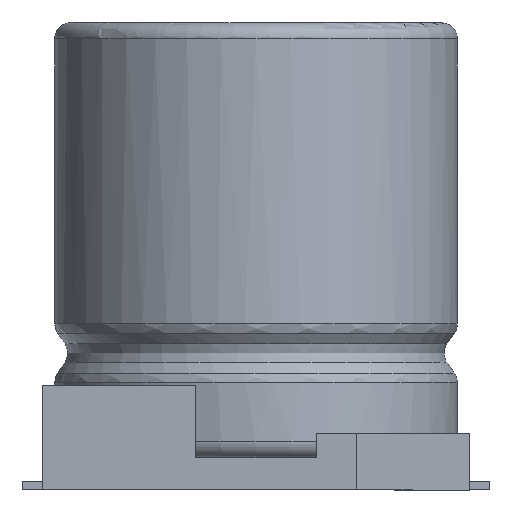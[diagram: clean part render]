
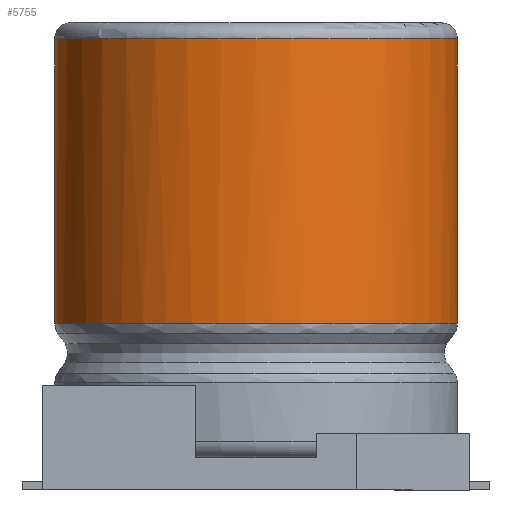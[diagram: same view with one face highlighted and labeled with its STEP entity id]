
A CAD part, front view. The second image highlights one B-rep face of the part: STEP entity #5755.
In plain terms, the highlighted cylindrical face has radius 2.5 mm (diameter 5 mm), a full revolution.
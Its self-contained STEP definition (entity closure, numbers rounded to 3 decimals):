
#5029 = TOROIDAL_SURFACE('',#5030,2.3,0.2);
#5030 = AXIS2_PLACEMENT_3D('',#5031,#5032,#5033);
#5031 = CARTESIAN_POINT('',(0.,0.,5.6)
  );
#5032 = DIRECTION('',(0.,0.,1.));
#5033 = DIRECTION('',(1.,0.,0.));
#5681 = EDGE_CURVE('',#5682,#5682,#5684,.T.);
#5682 = VERTEX_POINT('',#5683);
#5683 = CARTESIAN_POINT('',(2.5,0.,5.6));
#5684 = SURFACE_CURVE('',#5685,(#5690,#5697),.PCURVE_S1.);
#5685 = CIRCLE('',#5686,2.5);
#5686 = AXIS2_PLACEMENT_3D('',#5687,#5688,#5689);
#5687 = CARTESIAN_POINT('',(0.,0.,5.6)
  );
#5688 = DIRECTION('',(0.,0.,-1.));
#5689 = DIRECTION('',(1.,0.,0.));
#5690 = PCURVE('',#5029,#5691);
#5691 = DEFINITIONAL_REPRESENTATION('',(#5692),#5696);
#5692 = LINE('',#5693,#5694);
#5693 = CARTESIAN_POINT('',(-0.,0.));
#5694 = VECTOR('',#5695,1.);
#5695 = DIRECTION('',(-1.,0.));
#5696 = ( GEOMETRIC_REPRESENTATION_CONTEXT(2) 
PARAMETRIC_REPRESENTATION_CONTEXT() REPRESENTATION_CONTEXT('2D SPACE',''
  ) );
#5697 = PCURVE('',#5698,#5703);
#5698 = CYLINDRICAL_SURFACE('',#5699,2.5);
#5699 = AXIS2_PLACEMENT_3D('',#5700,#5701,#5702);
#5700 = CARTESIAN_POINT('',(0.,0.,5.8));
#5701 = DIRECTION('',(0.,0.,-1.));
#5702 = DIRECTION('',(1.,0.,0.));
#5703 = DEFINITIONAL_REPRESENTATION('',(#5704),#5708);
#5704 = LINE('',#5705,#5706);
#5705 = CARTESIAN_POINT('',(0.,0.2));
#5706 = VECTOR('',#5707,1.);
#5707 = DIRECTION('',(1.,0.));
#5708 = ( GEOMETRIC_REPRESENTATION_CONTEXT(2) 
PARAMETRIC_REPRESENTATION_CONTEXT() REPRESENTATION_CONTEXT('2D SPACE',''
  ) );
#5755 = ADVANCED_FACE('',(#5756),#5698,.T.);
#5756 = FACE_BOUND('',#5757,.T.);
#5757 = EDGE_LOOP('',(#5758,#5781,#5782,#5783));
#5758 = ORIENTED_EDGE('',*,*,#5759,.F.);
#5759 = EDGE_CURVE('',#5682,#5760,#5762,.T.);
#5760 = VERTEX_POINT('',#5761);
#5761 = CARTESIAN_POINT('',(2.5,0.,2.063));
#5762 = SEAM_CURVE('',#5763,(#5767,#5774),.PCURVE_S1.);
#5763 = LINE('',#5764,#5765);
#5764 = CARTESIAN_POINT('',(2.5,0.,5.8));
#5765 = VECTOR('',#5766,1.);
#5766 = DIRECTION('',(0.,0.,-1.));
#5767 = PCURVE('',#5698,#5768);
#5768 = DEFINITIONAL_REPRESENTATION('',(#5769),#5773);
#5769 = LINE('',#5770,#5771);
#5770 = CARTESIAN_POINT('',(0.,0.));
#5771 = VECTOR('',#5772,1.);
#5772 = DIRECTION('',(0.,1.));
#5773 = ( GEOMETRIC_REPRESENTATION_CONTEXT(2) 
PARAMETRIC_REPRESENTATION_CONTEXT() REPRESENTATION_CONTEXT('2D SPACE',''
  ) );
#5774 = PCURVE('',#5698,#5775);
#5775 = DEFINITIONAL_REPRESENTATION('',(#5776),#5780);
#5776 = LINE('',#5777,#5778);
#5777 = CARTESIAN_POINT('',(6.283,0.));
#5778 = VECTOR('',#5779,1.);
#5779 = DIRECTION('',(0.,1.));
#5780 = ( GEOMETRIC_REPRESENTATION_CONTEXT(2) 
PARAMETRIC_REPRESENTATION_CONTEXT() REPRESENTATION_CONTEXT('2D SPACE',''
  ) );
#5781 = ORIENTED_EDGE('',*,*,#5681,.T.);
#5782 = ORIENTED_EDGE('',*,*,#5759,.T.);
#5783 = ORIENTED_EDGE('',*,*,#5784,.F.);
#5784 = EDGE_CURVE('',#5760,#5760,#5785,.T.);
#5785 = SURFACE_CURVE('',#5786,(#5801,#5823),.PCURVE_S1.);
#5786 = ( BOUNDED_CURVE() B_SPLINE_CURVE(13,(#5787,#5788,#5789,#5790,
    #5791,#5792,#5793,#5794,#5795,#5796,#5797,#5798,#5799,#5800),
.UNSPECIFIED.,.T.,.F.) B_SPLINE_CURVE_WITH_KNOTS((14,14),(
0.,15.708),.PIECEWISE_BEZIER_KNOTS.) CURVE() 
GEOMETRIC_REPRESENTATION_ITEM() RATIONAL_B_SPLINE_CURVE((1.,1.,1.,1.,1.,
1.,1.,1.,1.,1.,1.,1.,1.,1.)) REPRESENTATION_ITEM('') );
#5787 = CARTESIAN_POINT('',(2.5,0.,2.063));
#5788 = CARTESIAN_POINT('',(2.5,-1.191,2.063));
#5789 = CARTESIAN_POINT('',(1.885,-2.409,2.063
    ));
#5790 = CARTESIAN_POINT('',(0.618,-3.28,
    2.063));
#5791 = CARTESIAN_POINT('',(-1.125,-3.414,
    2.063));
#5792 = CARTESIAN_POINT('',(-2.631,-2.486,
    2.063));
#5793 = CARTESIAN_POINT('',(-3.735,-1.13,
    2.063));
#5794 = CARTESIAN_POINT('',(-3.735,1.13,2.063
    ));
#5795 = CARTESIAN_POINT('',(-2.631,2.486,
    2.063));
#5796 = CARTESIAN_POINT('',(-1.125,3.414,
    2.063));
#5797 = CARTESIAN_POINT('',(0.618,3.28,2.063
    ));
#5798 = CARTESIAN_POINT('',(1.885,2.409,2.063));
#5799 = CARTESIAN_POINT('',(2.5,1.191,2.063));
#5800 = CARTESIAN_POINT('',(2.5,0.,2.063));
#5801 = PCURVE('',#5698,#5802);
#5802 = DEFINITIONAL_REPRESENTATION('',(#5803),#5822);
#5803 = B_SPLINE_CURVE_WITH_KNOTS('',9,(#5804,#5805,#5806,#5807,#5808,
    #5809,#5810,#5811,#5812,#5813,#5814,#5815,#5816,#5817,#5818,#5819,
    #5820,#5821),.UNSPECIFIED.,.F.,.F.,(10,8,10),(0.,
    7.854,15.708),.UNSPECIFIED.);
#5804 = CARTESIAN_POINT('',(0.,3.737));
#5805 = CARTESIAN_POINT('',(0.344,3.737));
#5806 = CARTESIAN_POINT('',(0.694,3.737));
#5807 = CARTESIAN_POINT('',(1.045,3.737));
#5808 = CARTESIAN_POINT('',(1.396,3.737));
#5809 = CARTESIAN_POINT('',(1.745,3.737));
#5810 = CARTESIAN_POINT('',(2.095,3.737));
#5811 = CARTESIAN_POINT('',(2.443,3.737));
#5812 = CARTESIAN_POINT('',(2.793,3.737));
#5813 = CARTESIAN_POINT('',(3.491,3.737));
#5814 = CARTESIAN_POINT('',(3.84,3.737));
#5815 = CARTESIAN_POINT('',(4.189,3.737));
#5816 = CARTESIAN_POINT('',(4.538,3.737));
#5817 = CARTESIAN_POINT('',(4.887,3.737));
#5818 = CARTESIAN_POINT('',(5.238,3.737));
#5819 = CARTESIAN_POINT('',(5.589,3.737));
#5820 = CARTESIAN_POINT('',(5.939,3.737));
#5821 = CARTESIAN_POINT('',(6.283,3.737));
#5822 = ( GEOMETRIC_REPRESENTATION_CONTEXT(2) 
PARAMETRIC_REPRESENTATION_CONTEXT() REPRESENTATION_CONTEXT('2D SPACE',''
  ) );
#5823 = PCURVE('',#5824,#5867);
#5824 = ( BOUNDED_SURFACE() B_SPLINE_SURFACE(2,13,(
    (#5825,#5826,#5827,#5828,#5829,#5830,#5831,#5832,#5833,#5834,#5835
      ,#5836,#5837,#5838)
    ,(#5839,#5840,#5841,#5842,#5843,#5844,#5845,#5846,#5847,#5848,#5849
      ,#5850,#5851,#5852)
    ,(#5853,#5854,#5855,#5856,#5857,#5858,#5859,#5860,#5861,#5862,#5863
      ,#5864,#5865,#5866
)),.UNSPECIFIED.,.F.,.T.,.F.) B_SPLINE_SURFACE_WITH_KNOTS((3,3),(14,14),
  (0.,15.708),(0.,15.708),
.PIECEWISE_BEZIER_KNOTS.) GEOMETRIC_REPRESENTATION_ITEM() 
RATIONAL_B_SPLINE_SURFACE((
    (1.,1.,1.,1.,1.,1.,1.,1.,1.,1.,1.,1.,1.,1.)
    ,(0.954,0.954,0.954,0.954
      ,0.954,0.954,0.954,0.954
      ,0.954,0.954,0.954,0.954
      ,0.954,0.954)
    ,(1.,1.,1.,1.,1.,1.,1.,1.,1.,1.,1.,1.,1.,1.
))) REPRESENTATION_ITEM('') SURFACE() );
#5825 = CARTESIAN_POINT('',(2.5,0.,2.063));
#5826 = CARTESIAN_POINT('',(2.5,-1.191,2.063));
#5827 = CARTESIAN_POINT('',(1.885,-2.409,2.063
    ));
#5828 = CARTESIAN_POINT('',(0.618,-3.28,
    2.063));
#5829 = CARTESIAN_POINT('',(-1.125,-3.414,
    2.063));
#5830 = CARTESIAN_POINT('',(-2.631,-2.486,
    2.063));
#5831 = CARTESIAN_POINT('',(-3.735,-1.13,
    2.063));
#5832 = CARTESIAN_POINT('',(-3.735,1.13,2.063
    ));
#5833 = CARTESIAN_POINT('',(-2.631,2.486,
    2.063));
#5834 = CARTESIAN_POINT('',(-1.125,3.414,
    2.063));
#5835 = CARTESIAN_POINT('',(0.618,3.28,2.063
    ));
#5836 = CARTESIAN_POINT('',(1.885,2.409,2.063));
#5837 = CARTESIAN_POINT('',(2.5,1.191,2.063));
#5838 = CARTESIAN_POINT('',(2.5,0.,2.063));
#5839 = CARTESIAN_POINT('',(2.5,0.,2.));
#5840 = CARTESIAN_POINT('',(2.5,-1.191,2.));
#5841 = CARTESIAN_POINT('',(1.885,-2.409,2.));
#5842 = CARTESIAN_POINT('',(0.618,-3.28,2.));
#5843 = CARTESIAN_POINT('',(-1.125,-3.414,
    2.));
#5844 = CARTESIAN_POINT('',(-2.631,-2.486,
    2.));
#5845 = CARTESIAN_POINT('',(-3.735,-1.13,
    2.));
#5846 = CARTESIAN_POINT('',(-3.735,1.13,2.
    ));
#5847 = CARTESIAN_POINT('',(-2.631,2.486,
    2.));
#5848 = CARTESIAN_POINT('',(-1.125,3.414,
    2.));
#5849 = CARTESIAN_POINT('',(0.618,3.28,2.));
#5850 = CARTESIAN_POINT('',(1.885,2.409,2.));
#5851 = CARTESIAN_POINT('',(2.5,1.191,2.));
#5852 = CARTESIAN_POINT('',(2.5,0.,2.));
#5853 = CARTESIAN_POINT('',(2.464,0.,
    1.948));
#5854 = CARTESIAN_POINT('',(2.464,-1.174,
    1.948));
#5855 = CARTESIAN_POINT('',(1.857,-2.374,
    1.948));
#5856 = CARTESIAN_POINT('',(0.609,-3.233,1.948
    ));
#5857 = CARTESIAN_POINT('',(-1.109,-3.365,
    1.948));
#5858 = CARTESIAN_POINT('',(-2.592,-2.45,
    1.948));
#5859 = CARTESIAN_POINT('',(-3.681,-1.114,
    1.948));
#5860 = CARTESIAN_POINT('',(-3.681,1.114,
    1.948));
#5861 = CARTESIAN_POINT('',(-2.592,2.45,
    1.948));
#5862 = CARTESIAN_POINT('',(-1.109,3.365,
    1.948));
#5863 = CARTESIAN_POINT('',(0.609,3.233,1.948)
  );
#5864 = CARTESIAN_POINT('',(1.857,2.374,1.948
    ));
#5865 = CARTESIAN_POINT('',(2.464,1.174,1.948
    ));
#5866 = CARTESIAN_POINT('',(2.464,0.,
    1.948));
#5867 = DEFINITIONAL_REPRESENTATION('',(#5868),#5872);
#5868 = LINE('',#5869,#5870);
#5869 = CARTESIAN_POINT('',(0.,0.));
#5870 = VECTOR('',#5871,1.);
#5871 = DIRECTION('',(0.,1.));
#5872 = ( GEOMETRIC_REPRESENTATION_CONTEXT(2) 
PARAMETRIC_REPRESENTATION_CONTEXT() REPRESENTATION_CONTEXT('2D SPACE',''
  ) );
